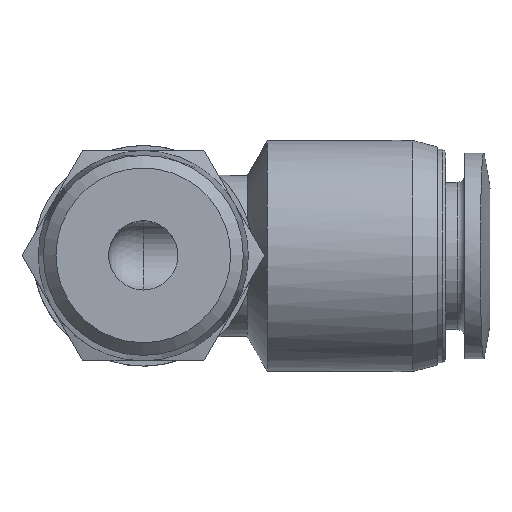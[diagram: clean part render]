
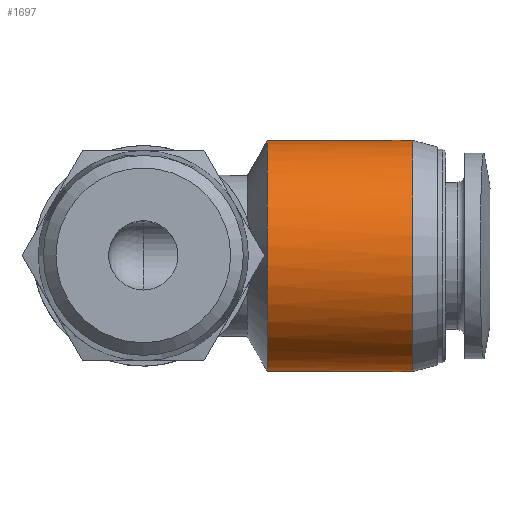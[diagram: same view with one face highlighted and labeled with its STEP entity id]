
A CAD part, top view. The second image highlights one B-rep face of the part: STEP entity #1697.
In plain terms, the highlighted cylindrical face has radius 5.5 mm (diameter 11 mm), a full revolution.
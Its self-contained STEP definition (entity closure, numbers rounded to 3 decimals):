
#376=ORIENTED_EDGE('',*,*,#678,.F.);
#377=ORIENTED_EDGE('',*,*,#679,.T.);
#378=ORIENTED_EDGE('',*,*,#670,.T.);
#379=ORIENTED_EDGE('',*,*,#680,.T.);
#670=EDGE_CURVE('',#803,#804,#877,.T.);
#678=EDGE_CURVE('',#810,#810,#881,.T.);
#679=EDGE_CURVE('',#811,#803,#882,.T.);
#680=EDGE_CURVE('',#804,#811,#883,.T.);
#803=VERTEX_POINT('',#2542);
#804=VERTEX_POINT('',#2543);
#810=VERTEX_POINT('',#2565);
#811=VERTEX_POINT('',#2567);
#877=CIRCLE('',#1822,5.5);
#881=CIRCLE('',#1828,5.5);
#882=CIRCLE('',#1829,5.5);
#883=CIRCLE('',#1830,5.5);
#932=EDGE_LOOP('',(#376));
#933=EDGE_LOOP('',(#377,#378,#379));
#1031=FACE_BOUND('',#932,.T.);
#1032=FACE_BOUND('',#933,.T.);
#1104=CYLINDRICAL_SURFACE('',#1827,5.5);
#1697=ADVANCED_FACE('',(#1031,#1032),#1104,.T.);
#1822=AXIS2_PLACEMENT_3D('',#2541,#2065,#2066);
#1827=AXIS2_PLACEMENT_3D('',#2563,#2077,#2078);
#1828=AXIS2_PLACEMENT_3D('',#2564,#2079,#2080);
#1829=AXIS2_PLACEMENT_3D('',#2566,#2081,#2082);
#1830=AXIS2_PLACEMENT_3D('',#2568,#2083,#2084);
#2065=DIRECTION('',(1.,0.,0.));
#2066=DIRECTION('',(0.,0.,-1.));
#2077=DIRECTION('',(1.,0.,0.));
#2078=DIRECTION('',(0.,0.,-1.));
#2079=DIRECTION('',(1.,0.,0.));
#2080=DIRECTION('',(0.,0.,-1.));
#2081=DIRECTION('',(1.,0.,0.));
#2082=DIRECTION('',(0.,0.,-1.));
#2083=DIRECTION('',(1.,0.,0.));
#2084=DIRECTION('',(0.,0.,-1.));
#2541=CARTESIAN_POINT('',(5.9,0.,0.));
#2542=CARTESIAN_POINT('',(5.9,0.5,-5.477));
#2543=CARTESIAN_POINT('',(5.9,-0.5,-5.477));
#2563=CARTESIAN_POINT('',(16.5,0.,0.));
#2564=CARTESIAN_POINT('',(12.829,0.,0.));
#2565=CARTESIAN_POINT('',(12.829,0.,-5.5));
#2566=CARTESIAN_POINT('',(5.9,0.,0.));
#2567=CARTESIAN_POINT('',(5.9,0.,-5.5));
#2568=CARTESIAN_POINT('',(5.9,0.,0.));
